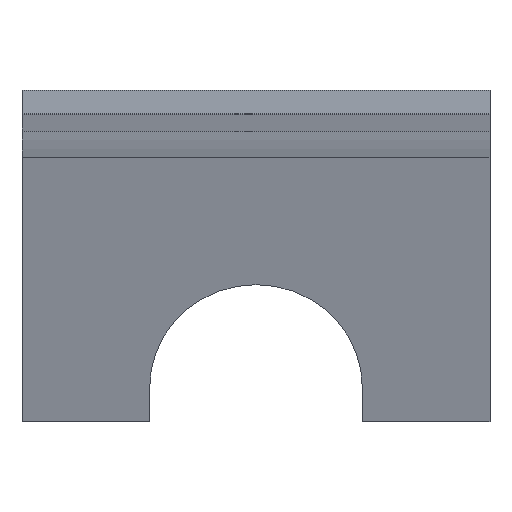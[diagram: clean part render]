
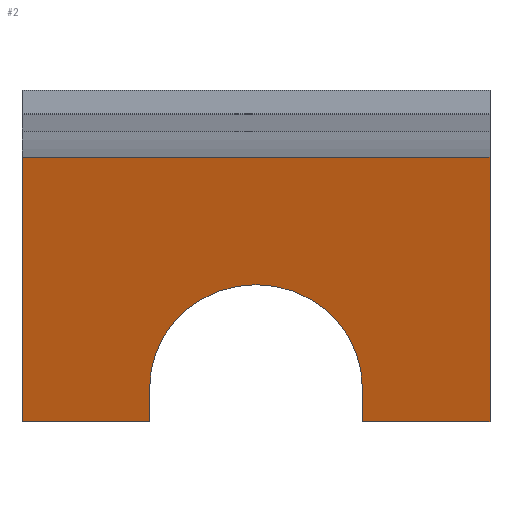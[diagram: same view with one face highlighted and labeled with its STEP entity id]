
A CAD part, top view. The second image highlights one B-rep face of the part: STEP entity #2.
In plain terms, the highlighted planar face has unit normal (0, -0.259, 0.966).
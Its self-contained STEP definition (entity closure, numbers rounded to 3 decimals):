
#2 = ADVANCED_FACE ( 'NONE', ( #706 ), #215, .T. ) ;
#17 = EDGE_CURVE ( 'NONE', #203, #191, #690, .T. ) ;
#23 = EDGE_CURVE ( 'NONE', #158, #217, #685, .T. ) ;
#28 = AXIS2_PLACEMENT_3D ( 'NONE', #491, #490, #488 ) ;
#50 = AXIS2_PLACEMENT_3D ( 'NONE', #202, #190, #213 ) ;
#62 = EDGE_CURVE ( 'NONE', #222, #203, #661, .T. ) ;
#63 = EDGE_CURVE ( 'NONE', #200, #217, #662, .T. ) ;
#75 = EDGE_CURVE ( 'NONE', #216, #209, #641, .T. ) ;
#88 = EDGE_CURVE ( 'NONE', #158, #216, #613, .T. ) ;
#94 = EDGE_CURVE ( 'NONE', #209, #191, #610, .T. ) ;
#110 = EDGE_CURVE ( 'NONE', #200, #222, #600, .T. ) ;
#125 = DIRECTION ( 'NONE',  ( 0., -0.966, -0.259 ) ) ;
#127 = CARTESIAN_POINT ( 'NONE',  ( -14.4, -5.56, -3.13 ) ) ;
#158 = VERTEX_POINT ( 'NONE', #402 ) ;
#190 = DIRECTION ( 'NONE',  ( 0., -0.259, 0.966 ) ) ;
#191 = VERTEX_POINT ( 'NONE', #418 ) ;
#200 = VERTEX_POINT ( 'NONE', #359 ) ;
#202 = CARTESIAN_POINT ( 'NONE',  ( -19.8, -6.526, -3.389 ) ) ;
#203 = VERTEX_POINT ( 'NONE', #404 ) ;
#209 = VERTEX_POINT ( 'NONE', #429 ) ;
#213 = DIRECTION ( 'NONE',  ( 0., -0.966, -0.259 ) ) ;
#215 = PLANE ( 'NONE',  #50 ) ;
#216 = VERTEX_POINT ( 'NONE', #360 ) ;
#217 = VERTEX_POINT ( 'NONE', #389 ) ;
#222 = VERTEX_POINT ( 'NONE', #361 ) ;
#308 = DIRECTION ( 'NONE',  ( 0., 0.966, 0.259 ) ) ;
#311 = CARTESIAN_POINT ( 'NONE',  ( -76.279, 4.649, -0.395 ) ) ;
#340 = DIRECTION ( 'NONE',  ( 1., 0., 0. ) ) ;
#357 = CARTESIAN_POINT ( 'NONE',  ( -5.4, -5.077, -3.001 ) ) ;
#359 = CARTESIAN_POINT ( 'NONE',  ( -5.4, -6.526, -3.389 ) ) ;
#360 = CARTESIAN_POINT ( 'NONE',  ( -19.8, 4.649, -0.395 ) ) ;
#361 = CARTESIAN_POINT ( 'NONE',  ( -5.4, -5.077, -3.001 ) ) ;
#389 = CARTESIAN_POINT ( 'NONE',  ( 0., -6.526, -3.389 ) ) ;
#402 = CARTESIAN_POINT ( 'NONE',  ( 0., 4.649, -0.395 ) ) ;
#404 = CARTESIAN_POINT ( 'NONE',  ( -14.4, -5.077, -3.001 ) ) ;
#418 = CARTESIAN_POINT ( 'NONE',  ( -14.4, -6.526, -3.389 ) ) ;
#429 = CARTESIAN_POINT ( 'NONE',  ( -19.8, -6.526, -3.389 ) ) ;
#433 = DIRECTION ( 'NONE',  ( -1., 0., 0. ) ) ;
#435 = DIRECTION ( 'NONE',  ( 0., -0.966, -0.259 ) ) ;
#436 = CARTESIAN_POINT ( 'NONE',  ( -19.8, -6.526, -3.389 ) ) ;
#438 = CARTESIAN_POINT ( 'NONE',  ( -19.8, -6.526, -3.389 ) ) ;
#473 = EDGE_LOOP ( 'NONE', ( #757, #762, #778, #750, #808, #796, #790, #776 ) ) ;
#485 = DIRECTION ( 'NONE',  ( 1., 0., 0. ) ) ;
#487 = CARTESIAN_POINT ( 'NONE',  ( -19.8, -6.526, -3.389 ) ) ;
#488 = DIRECTION ( 'NONE',  ( 0., 0.966, 0.259 ) ) ;
#490 = DIRECTION ( 'NONE',  ( 0., -0.259, 0.966 ) ) ;
#491 = CARTESIAN_POINT ( 'NONE',  ( -9.9, -5.077, -3.001 ) ) ;
#549 = DIRECTION ( 'NONE',  ( 0., -0.966, -0.259 ) ) ;
#554 = CARTESIAN_POINT ( 'NONE',  ( 0., -6.526, -3.389 ) ) ;
#599 = VECTOR ( 'NONE', #308, 1000. ) ;
#600 = LINE ( 'NONE', #357, #599 ) ;
#609 = VECTOR ( 'NONE', #340, 1000. ) ;
#610 = LINE ( 'NONE', #438, #609 ) ;
#612 = VECTOR ( 'NONE', #433, 1000. ) ;
#613 = LINE ( 'NONE', #311, #612 ) ;
#638 = VECTOR ( 'NONE', #435, 1000. ) ;
#641 = LINE ( 'NONE', #436, #638 ) ;
#660 = VECTOR ( 'NONE', #485, 1000. ) ;
#661 = CIRCLE ( 'NONE', #28, 4.5 ) ;
#662 = LINE ( 'NONE', #487, #660 ) ;
#683 = VECTOR ( 'NONE', #549, 1000. ) ;
#685 = LINE ( 'NONE', #554, #683 ) ;
#688 = VECTOR ( 'NONE', #125, 1000. ) ;
#690 = LINE ( 'NONE', #127, #688 ) ;
#706 = FACE_OUTER_BOUND ( 'NONE', #473, .T. ) ;
#750 = ORIENTED_EDGE ( 'NONE', *, *, #63, .T. ) ;
#757 = ORIENTED_EDGE ( 'NONE', *, *, #17, .F. ) ;
#762 = ORIENTED_EDGE ( 'NONE', *, *, #62, .F. ) ;
#776 = ORIENTED_EDGE ( 'NONE', *, *, #94, .T. ) ;
#778 = ORIENTED_EDGE ( 'NONE', *, *, #110, .F. ) ;
#790 = ORIENTED_EDGE ( 'NONE', *, *, #75, .T. ) ;
#796 = ORIENTED_EDGE ( 'NONE', *, *, #88, .T. ) ;
#808 = ORIENTED_EDGE ( 'NONE', *, *, #23, .F. ) ;
